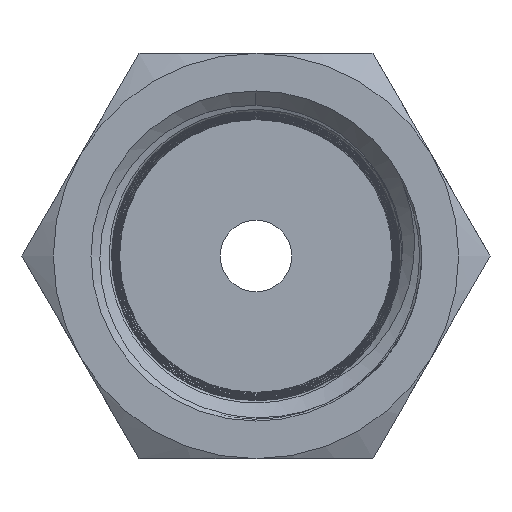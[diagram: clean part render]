
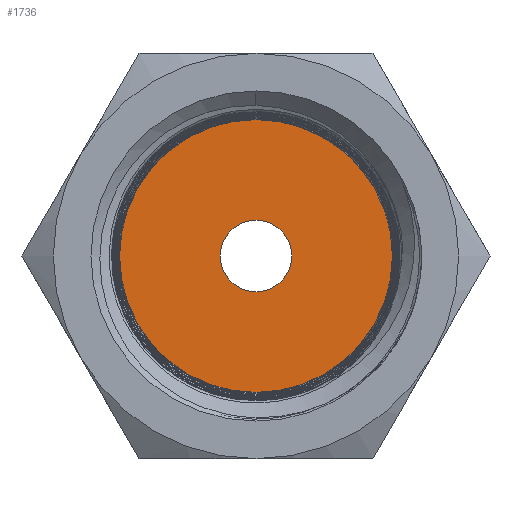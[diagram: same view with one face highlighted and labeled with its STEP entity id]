
A CAD part, front view. The second image highlights one B-rep face of the part: STEP entity #1736.
In plain terms, the highlighted planar face has unit normal (0, -1, 0).
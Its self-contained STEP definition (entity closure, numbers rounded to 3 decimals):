
#450 = AXIS2_PLACEMENT_3D ( 'NONE', #10571, #23463, #12424 ) ;
#479 = AXIS2_PLACEMENT_3D ( 'NONE', #4370, #17311, #6236 ) ;
#765 = DIRECTION ( 'NONE',  ( 0., 1., 0. ) ) ;
#828 = AXIS2_PLACEMENT_3D ( 'NONE', #18356, #7300, #20231 ) ;
#1736 = ADVANCED_FACE ( 'NONE', ( #2715, #2162 ), #17551, .F. ) ;
#2162 = FACE_OUTER_BOUND ( 'NONE', #14574, .T. ) ;
#2715 = FACE_BOUND ( 'NONE', #17924, .T. ) ;
#3423 = AXIS2_PLACEMENT_3D ( 'NONE', #11768, #765, #13622 ) ;
#3865 = ORIENTED_EDGE ( 'NONE', *, *, #19665, .T. ) ;
#4370 = CARTESIAN_POINT ( 'NONE',  ( 0., -5.22, 0. ) ) ;
#5548 = CARTESIAN_POINT ( 'NONE',  ( 0., -5.22, -1.5 ) ) ;
#6236 = DIRECTION ( 'NONE',  ( 0., 0., 1. ) ) ;
#6572 = DIRECTION ( 'NONE',  ( 0., 1., 0. ) ) ;
#7300 = DIRECTION ( 'NONE',  ( 0., -1., 0. ) ) ;
#8327 = ORIENTED_EDGE ( 'NONE', *, *, #21355, .T. ) ;
#10571 = CARTESIAN_POINT ( 'NONE',  ( 0., -5.22, 0. ) ) ;
#11495 = VERTEX_POINT ( 'NONE', #5548 ) ;
#11739 = ORIENTED_EDGE ( 'NONE', *, *, #16948, .T. ) ;
#11768 = CARTESIAN_POINT ( 'NONE',  ( 0., -5.22, 0. ) ) ;
#12424 = DIRECTION ( 'NONE',  ( 0., 0., -1. ) ) ;
#12988 = CIRCLE ( 'NONE', #3423, 1.5 ) ;
#13622 = DIRECTION ( 'NONE',  ( 0., 0., 1. ) ) ;
#13744 = EDGE_CURVE ( 'NONE', #22521, #17889, #16380, .T. ) ;
#14020 = CARTESIAN_POINT ( 'NONE',  ( 0., -5.22, 5.723 ) ) ;
#14204 = VERTEX_POINT ( 'NONE', #19040 ) ;
#14574 = EDGE_LOOP ( 'NONE', ( #8327, #18065 ) ) ;
#15334 = CIRCLE ( 'NONE', #828, 5.723 ) ;
#15600 = AXIS2_PLACEMENT_3D ( 'NONE', #17632, #6572, #19500 ) ;
#16380 = CIRCLE ( 'NONE', #450, 5.723 ) ;
#16948 = EDGE_CURVE ( 'NONE', #11495, #14204, #12988, .T. ) ;
#17311 = DIRECTION ( 'NONE',  ( 0., 1., 0. ) ) ;
#17551 = PLANE ( 'NONE',  #15600 ) ;
#17632 = CARTESIAN_POINT ( 'NONE',  ( 0., -5.22, 0. ) ) ;
#17889 = VERTEX_POINT ( 'NONE', #19745 ) ;
#17924 = EDGE_LOOP ( 'NONE', ( #3865, #11739 ) ) ;
#18065 = ORIENTED_EDGE ( 'NONE', *, *, #13744, .T. ) ;
#18356 = CARTESIAN_POINT ( 'NONE',  ( 0., -5.22, 0. ) ) ;
#19040 = CARTESIAN_POINT ( 'NONE',  ( 0., -5.22, 1.5 ) ) ;
#19500 = DIRECTION ( 'NONE',  ( 0., 0., 1. ) ) ;
#19665 = EDGE_CURVE ( 'NONE', #14204, #11495, #22666, .T. ) ;
#19745 = CARTESIAN_POINT ( 'NONE',  ( 0., -5.22, -5.723 ) ) ;
#20231 = DIRECTION ( 'NONE',  ( 0., 0., -1. ) ) ;
#21355 = EDGE_CURVE ( 'NONE', #17889, #22521, #15334, .T. ) ;
#22521 = VERTEX_POINT ( 'NONE', #14020 ) ;
#22666 = CIRCLE ( 'NONE', #479, 1.5 ) ;
#23463 = DIRECTION ( 'NONE',  ( 0., -1., 0. ) ) ;
